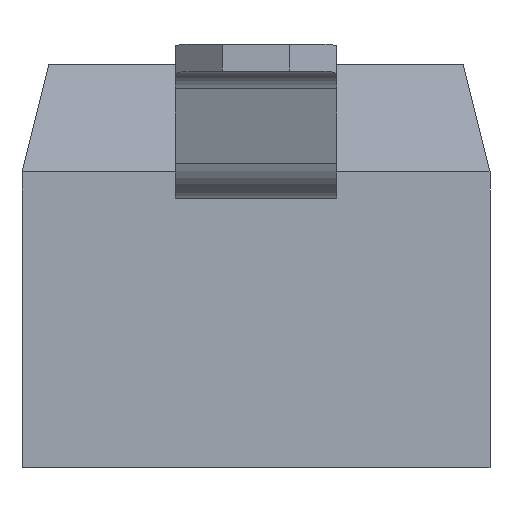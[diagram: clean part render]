
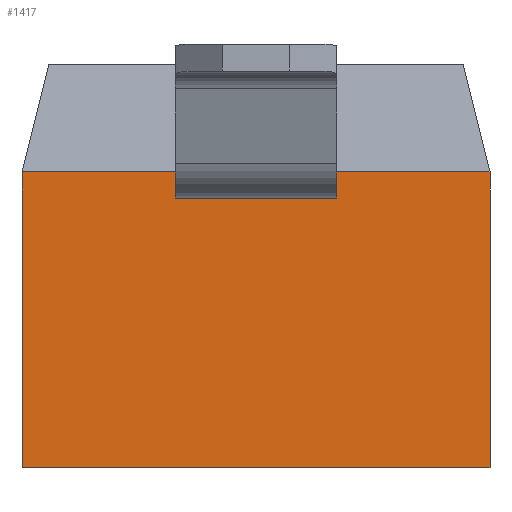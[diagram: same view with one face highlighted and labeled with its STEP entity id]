
A CAD part, front view. The second image highlights one B-rep face of the part: STEP entity #1417.
In plain terms, the highlighted planar face has unit normal (0, -1, 0).
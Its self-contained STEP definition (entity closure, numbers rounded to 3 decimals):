
#85 = ORIENTED_EDGE ( 'NONE', *, *, #4357, .T. ) ;
#103 = ORIENTED_EDGE ( 'NONE', *, *, #2772, .F. ) ;
#161 = VECTOR ( 'NONE', #849, 1000. ) ;
#180 = ORIENTED_EDGE ( 'NONE', *, *, #2251, .T. ) ;
#201 = ORIENTED_EDGE ( 'NONE', *, *, #3786, .F. ) ;
#206 = CARTESIAN_POINT ( 'NONE',  ( -1.14, -6.2, -1.9 ) ) ;
#647 = VERTEX_POINT ( 'NONE', #4193 ) ;
#667 = VERTEX_POINT ( 'NONE', #2226 ) ;
#754 = CARTESIAN_POINT ( 'NONE',  ( -2.34, -6.2, -1.9 ) ) ;
#836 = CARTESIAN_POINT ( 'NONE',  ( -1.74, -6.2, -0.8 ) ) ;
#849 = DIRECTION ( 'NONE',  ( 0., 0., -1. ) ) ;
#1034 = CARTESIAN_POINT ( 'NONE',  ( -3.48, -6.2, -3. ) ) ;
#1083 = AXIS2_PLACEMENT_3D ( 'NONE', #3077, #4211, #3859 ) ;
#1152 = CARTESIAN_POINT ( 'NONE',  ( -1.74, -6.2, -3. ) ) ;
#1234 = VECTOR ( 'NONE', #2500, 1000. ) ;
#1350 = VERTEX_POINT ( 'NONE', #2941 ) ;
#1383 = FACE_OUTER_BOUND ( 'NONE', #1871, .T. ) ;
#1408 = LINE ( 'NONE', #2830, #3534 ) ;
#1417 = ADVANCED_FACE ( 'NONE', ( #1383 ), #4553, .T. ) ;
#1420 = LINE ( 'NONE', #2536, #3176 ) ;
#1423 = DIRECTION ( 'NONE',  ( -1., 0., 0. ) ) ;
#1564 = LINE ( 'NONE', #206, #3689 ) ;
#1862 = LINE ( 'NONE', #3296, #161 ) ;
#1871 = EDGE_LOOP ( 'NONE', ( #2005, #3361, #201, #3212, #180, #85, #103, #3433 ) ) ;
#1906 = VERTEX_POINT ( 'NONE', #3579 ) ;
#2005 = ORIENTED_EDGE ( 'NONE', *, *, #3635, .F. ) ;
#2025 = VERTEX_POINT ( 'NONE', #3000 ) ;
#2226 = CARTESIAN_POINT ( 'NONE',  ( 0., -6.2, -0.8 ) ) ;
#2251 = EDGE_CURVE ( 'NONE', #2636, #2638, #1408, .T. ) ;
#2301 = DIRECTION ( 'NONE',  ( 0., 0., -1. ) ) ;
#2500 = DIRECTION ( 'NONE',  ( 1., 0., 0. ) ) ;
#2536 = CARTESIAN_POINT ( 'NONE',  ( 0., -6.2, -1.9 ) ) ;
#2636 = VERTEX_POINT ( 'NONE', #4149 ) ;
#2638 = VERTEX_POINT ( 'NONE', #3885 ) ;
#2772 = EDGE_CURVE ( 'NONE', #1906, #647, #4281, .T. ) ;
#2791 = CARTESIAN_POINT ( 'NONE',  ( -1.74, -6.2, -0.8 ) ) ;
#2830 = CARTESIAN_POINT ( 'NONE',  ( -1.74, -6.2, -1. ) ) ;
#2941 = CARTESIAN_POINT ( 'NONE',  ( 0., -6.2, -3. ) ) ;
#3000 = CARTESIAN_POINT ( 'NONE',  ( -1.14, -6.2, -0.8 ) ) ;
#3077 = CARTESIAN_POINT ( 'NONE',  ( -3.55, -6.2, -0.756 ) ) ;
#3140 = LINE ( 'NONE', #2791, #4135 ) ;
#3176 = VECTOR ( 'NONE', #3924, 1000. ) ;
#3212 = ORIENTED_EDGE ( 'NONE', *, *, #4380, .T. ) ;
#3296 = CARTESIAN_POINT ( 'NONE',  ( -3.48, -6.2, -1.9 ) ) ;
#3361 = ORIENTED_EDGE ( 'NONE', *, *, #3898, .F. ) ;
#3433 = ORIENTED_EDGE ( 'NONE', *, *, #4073, .T. ) ;
#3534 = VECTOR ( 'NONE', #1423, 1000. ) ;
#3570 = DIRECTION ( 'NONE',  ( 0., 0., 1. ) ) ;
#3579 = CARTESIAN_POINT ( 'NONE',  ( -3.48, -6.2, -0.8 ) ) ;
#3635 = EDGE_CURVE ( 'NONE', #1350, #4441, #3971, .T. ) ;
#3689 = VECTOR ( 'NONE', #2301, 1000. ) ;
#3764 = VECTOR ( 'NONE', #3570, 1000. ) ;
#3786 = EDGE_CURVE ( 'NONE', #2025, #667, #3140, .T. ) ;
#3859 = DIRECTION ( 'NONE',  ( 0., 0., -1. ) ) ;
#3885 = CARTESIAN_POINT ( 'NONE',  ( -2.34, -6.2, -1. ) ) ;
#3898 = EDGE_CURVE ( 'NONE', #667, #1350, #1420, .T. ) ;
#3921 = LINE ( 'NONE', #754, #3764 ) ;
#3924 = DIRECTION ( 'NONE',  ( 0., 0., -1. ) ) ;
#3971 = LINE ( 'NONE', #1152, #4209 ) ;
#3993 = DIRECTION ( 'NONE',  ( -1., 0., 0. ) ) ;
#4073 = EDGE_CURVE ( 'NONE', #1906, #4441, #1862, .T. ) ;
#4135 = VECTOR ( 'NONE', #4181, 1000. ) ;
#4149 = CARTESIAN_POINT ( 'NONE',  ( -1.14, -6.2, -1. ) ) ;
#4181 = DIRECTION ( 'NONE',  ( 1., 0., 0. ) ) ;
#4193 = CARTESIAN_POINT ( 'NONE',  ( -2.34, -6.2, -0.8 ) ) ;
#4209 = VECTOR ( 'NONE', #3993, 1000. ) ;
#4211 = DIRECTION ( 'NONE',  ( 0., -1., 0. ) ) ;
#4281 = LINE ( 'NONE', #836, #1234 ) ;
#4357 = EDGE_CURVE ( 'NONE', #2638, #647, #3921, .T. ) ;
#4380 = EDGE_CURVE ( 'NONE', #2025, #2636, #1564, .T. ) ;
#4441 = VERTEX_POINT ( 'NONE', #1034 ) ;
#4553 = PLANE ( 'NONE',  #1083 ) ;
